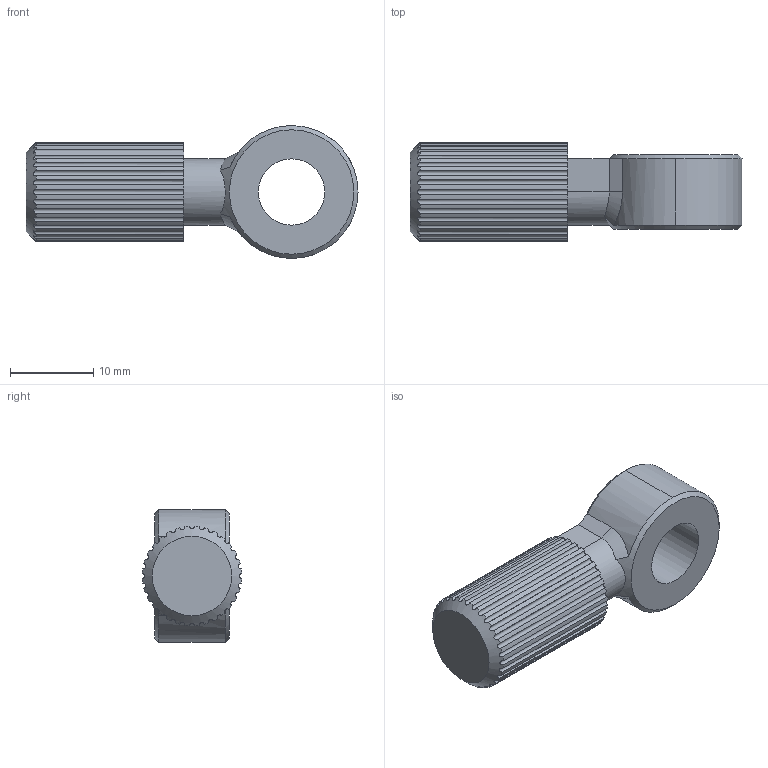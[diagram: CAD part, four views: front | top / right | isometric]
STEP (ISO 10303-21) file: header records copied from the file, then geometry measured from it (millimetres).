
FILE_DESCRIPTION(('HOOPS Exchange Step'),'2;1');
FILE_NAME('temp_export','2024-03-19T00:05:13-15:00',('mobile'),('Shapr3D Limited'),'HOOPS Exchange 2023.2','Shapr3D','Authorized');
FILE_SCHEMA( ('AUTOMOTIVE_DESIGN { 1 0 10303 214 1 1 1 1 }') );
Length unit declared in the file: millimetre
Products named in the file (1): handle
Bounding box: 40 x 11.98 x 16 mm (x, y, z)
Volume: 3698.7 mm3; surface area: 2085.8 mm2
Topology: 1 solids, 1 shells, 97 faces, 278 edges, 184 vertices
Faces by surface type: cylinder 83, plane 9, cone 3, bspline 2
Full cylindrical faces by diameter (mm): 8 x1
Entity records: 4300 total; most frequent: CARTESIAN_POINT 1721, ORIENTED_EDGE 556, DIRECTION 541, EDGE_CURVE 278, AXIS2_PLACEMENT_3D 221, VERTEX_POINT 184, CIRCLE 125, EDGE_LOOP 100
